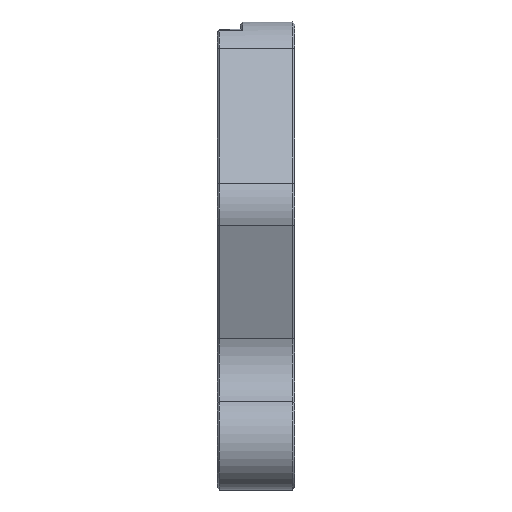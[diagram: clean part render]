
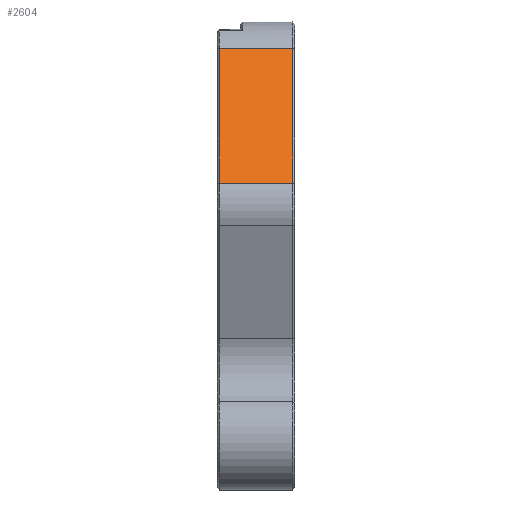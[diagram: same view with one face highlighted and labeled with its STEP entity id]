
A CAD part, left-side view. The second image highlights one B-rep face of the part: STEP entity #2604.
In plain terms, the highlighted planar face has unit normal (-0.844, 0, 0.536).
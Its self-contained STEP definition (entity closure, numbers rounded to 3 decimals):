
#367=FACE_OUTER_BOUND('',#531,.T.);
#531=EDGE_LOOP('',(#1880,#1881,#1882,#1883));
#710=LINE('',#4151,#920);
#725=LINE('',#4225,#935);
#727=LINE('',#4233,#937);
#728=LINE('',#4234,#938);
#920=VECTOR('',#3251,10.);
#935=VECTOR('',#3308,10.);
#937=VECTOR('',#3316,10.);
#938=VECTOR('',#3317,10.);
#1155=VERTEX_POINT('',#4143);
#1157=VERTEX_POINT('',#4149);
#1175=VERTEX_POINT('',#4224);
#1178=VERTEX_POINT('',#4232);
#1412=EDGE_CURVE('',#1157,#1155,#710,.T.);
#1441=EDGE_CURVE('',#1175,#1155,#725,.T.);
#1445=EDGE_CURVE('',#1178,#1157,#727,.T.);
#1446=EDGE_CURVE('',#1175,#1178,#728,.T.);
#1880=ORIENTED_EDGE('',*,*,#1412,.F.);
#1881=ORIENTED_EDGE('',*,*,#1445,.F.);
#1882=ORIENTED_EDGE('',*,*,#1446,.F.);
#1883=ORIENTED_EDGE('',*,*,#1441,.T.);
#2529=PLANE('',#2837);
#2604=ADVANCED_FACE('',(#367),#2529,.T.);
#2837=AXIS2_PLACEMENT_3D('',#4231,#3314,#3315);
#3251=DIRECTION('',(0.536,0.,0.844));
#3308=DIRECTION('',(0.,1.,0.));
#3314=DIRECTION('center_axis',(-0.844,0.,0.536));
#3315=DIRECTION('ref_axis',(0.536,0.,0.844));
#3316=DIRECTION('',(0.,1.,0.));
#3317=DIRECTION('',(-0.536,0.,-0.844));
#4143=CARTESIAN_POINT('',(-10.644,7.3,4.947));
#4149=CARTESIAN_POINT('',(-18.884,7.3,-8.035));
#4151=CARTESIAN_POINT('',(-16.761,7.3,-4.691));
#4224=CARTESIAN_POINT('',(-10.644,0.2,4.947));
#4225=CARTESIAN_POINT('',(-10.644,0.,4.947));
#4231=CARTESIAN_POINT('Origin',(-18.884,0.,-8.035));
#4232=CARTESIAN_POINT('',(-18.884,0.2,-8.035));
#4233=CARTESIAN_POINT('',(-18.884,0.,-8.035));
#4234=CARTESIAN_POINT('',(-16.761,0.2,-4.691));
